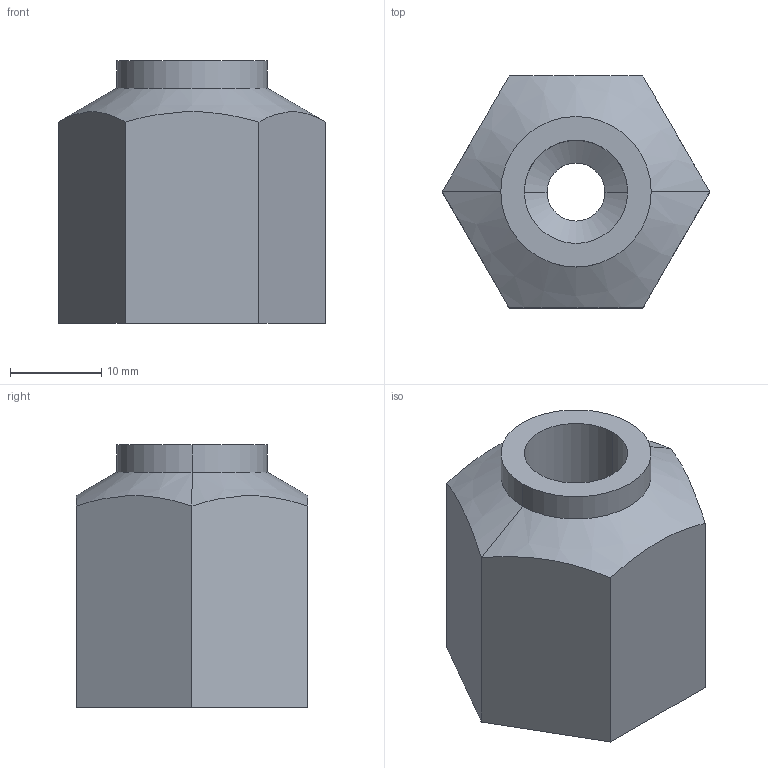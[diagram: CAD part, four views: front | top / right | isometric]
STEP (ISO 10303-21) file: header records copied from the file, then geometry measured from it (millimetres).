
FILE_DESCRIPTION((''),'2;1');
FILE_NAME('drillcoupling.stp','2004-01-16T18:58:35',('Administrator'),(''),'Autodesk Inventor (tm) 5.0','Autodesk Inventor (tm) 5.0','');
FILE_SCHEMA(('CONFIG_CONTROL_DESIGN'));
Length unit declared in the file: inch
Products named in the file (1): drillcoupling
Bounding box: 29.33 x 25.4 x 28.75 mm (x, y, z)
Volume: 12046.2 mm3; surface area: 4098.3 mm2
Topology: 1 solids, 1 shells, 20 faces, 44 edges, 26 vertices
Faces by surface type: bspline 8, plane 8, cylinder 2, cone 2
Entity records: 741 total; most frequent: CARTESIAN_POINT 239, ORIENTED_EDGE 88, DIRECTION 78, EDGE_CURVE 44, AXIS2_PLACEMENT_3D 27, VERTEX_POINT 26, VECTOR 24, LINE 24
